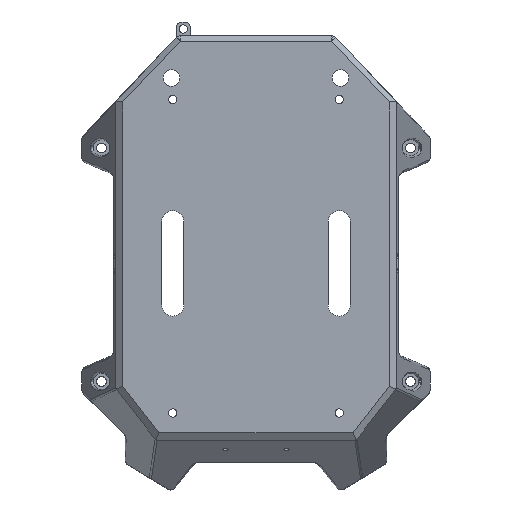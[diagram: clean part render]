
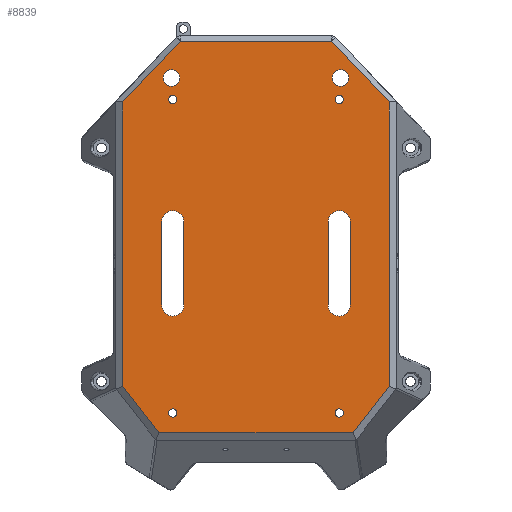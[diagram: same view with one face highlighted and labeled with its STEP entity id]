
A CAD part, front view. The second image highlights one B-rep face of the part: STEP entity #8839.
In plain terms, the highlighted planar face has unit normal (0, -1, 0).
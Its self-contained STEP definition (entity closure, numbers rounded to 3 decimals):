
#354=FACE_BOUND('',#1582,.T.);
#355=FACE_BOUND('',#1583,.T.);
#356=FACE_BOUND('',#1584,.T.);
#357=FACE_BOUND('',#1585,.T.);
#358=FACE_BOUND('',#1586,.T.);
#359=FACE_BOUND('',#1587,.T.);
#360=FACE_BOUND('',#1588,.T.);
#361=FACE_BOUND('',#1589,.T.);
#542=PLANE('',#9859);
#1023=FACE_OUTER_BOUND('',#1581,.T.);
#1581=EDGE_LOOP('',(#8027,#8028,#8029,#8030,#8031,#8032,#8033,#8034));
#1582=EDGE_LOOP('',(#8035,#8036));
#1583=EDGE_LOOP('',(#8037,#8038));
#1584=EDGE_LOOP('',(#8039,#8040));
#1585=EDGE_LOOP('',(#8041,#8042));
#1586=EDGE_LOOP('',(#8043));
#1587=EDGE_LOOP('',(#8044));
#1588=EDGE_LOOP('',(#8045,#8046,#8047,#8048));
#1589=EDGE_LOOP('',(#8049,#8050,#8051,#8052));
#1701=LINE('',#13792,#2411);
#1705=LINE('',#13801,#2415);
#1789=LINE('',#14563,#2499);
#2166=LINE('',#16532,#2876);
#2182=LINE('',#16570,#2892);
#2185=LINE('',#16587,#2895);
#2189=LINE('',#16617,#2899);
#2192=LINE('',#16633,#2902);
#2295=LINE('',#16941,#3005);
#2297=LINE('',#16944,#3007);
#2299=LINE('',#16948,#3009);
#2303=LINE('',#16953,#3013);
#2411=VECTOR('',#10306,10.);
#2415=VECTOR('',#10314,10.);
#2499=VECTOR('',#10722,10.);
#2876=VECTOR('',#12071,10.);
#2892=VECTOR('',#12105,10.);
#2895=VECTOR('',#12112,10.);
#2899=VECTOR('',#12122,10.);
#2902=VECTOR('',#12129,10.);
#3005=VECTOR('',#12520,10.);
#3007=VECTOR('',#12524,10.);
#3009=VECTOR('',#12528,10.);
#3013=VECTOR('',#12534,10.);
#3073=CIRCLE('',#8995,1.5);
#3074=CIRCLE('',#8996,1.5);
#3075=CIRCLE('',#8998,1.5);
#3076=CIRCLE('',#8999,1.5);
#3077=CIRCLE('',#9001,1.5);
#3078=CIRCLE('',#9002,1.5);
#3079=CIRCLE('',#9004,1.5);
#3080=CIRCLE('',#9005,1.5);
#3083=CIRCLE('',#9009,3.);
#3086=CIRCLE('',#9013,3.);
#3393=CIRCLE('',#9700,4.);
#3394=CIRCLE('',#9702,4.);
#3395=CIRCLE('',#9703,4.);
#3396=CIRCLE('',#9705,4.);
#3570=VERTEX_POINT('',#13540);
#3571=VERTEX_POINT('',#13541);
#3572=VERTEX_POINT('',#13546);
#3573=VERTEX_POINT('',#13547);
#3574=VERTEX_POINT('',#13552);
#3575=VERTEX_POINT('',#13553);
#3576=VERTEX_POINT('',#13558);
#3577=VERTEX_POINT('',#13559);
#3580=VERTEX_POINT('',#13568);
#3583=VERTEX_POINT('',#13576);
#3602=VERTEX_POINT('',#13789);
#3603=VERTEX_POINT('',#13791);
#3606=VERTEX_POINT('',#13799);
#3717=VERTEX_POINT('',#14560);
#3718=VERTEX_POINT('',#14562);
#4171=VERTEX_POINT('',#16529);
#4172=VERTEX_POINT('',#16531);
#4184=VERTEX_POINT('',#16567);
#4185=VERTEX_POINT('',#16569);
#4186=VERTEX_POINT('',#16582);
#4187=VERTEX_POINT('',#16586);
#4188=VERTEX_POINT('',#16610);
#4189=VERTEX_POINT('',#16612);
#4190=VERTEX_POINT('',#16616);
#4191=VERTEX_POINT('',#16629);
#4253=VERTEX_POINT('',#16947);
#4420=EDGE_CURVE('',#3570,#3571,#3073,.T.);
#4421=EDGE_CURVE('',#3571,#3570,#3074,.T.);
#4423=EDGE_CURVE('',#3572,#3573,#3075,.T.);
#4424=EDGE_CURVE('',#3573,#3572,#3076,.T.);
#4426=EDGE_CURVE('',#3574,#3575,#3077,.T.);
#4427=EDGE_CURVE('',#3575,#3574,#3078,.T.);
#4429=EDGE_CURVE('',#3576,#3577,#3079,.T.);
#4430=EDGE_CURVE('',#3577,#3576,#3080,.T.);
#4435=EDGE_CURVE('',#3580,#3580,#3083,.T.);
#4439=EDGE_CURVE('',#3583,#3583,#3086,.T.);
#4473=EDGE_CURVE('',#3602,#3603,#1701,.T.);
#4478=EDGE_CURVE('',#3606,#3602,#1705,.T.);
#4669=EDGE_CURVE('',#3717,#3718,#1789,.T.);
#5350=EDGE_CURVE('',#4171,#4172,#2166,.T.);
#5369=EDGE_CURVE('',#4185,#4184,#2182,.T.);
#5371=EDGE_CURVE('',#4186,#4185,#3393,.T.);
#5373=EDGE_CURVE('',#4187,#4186,#2185,.T.);
#5375=EDGE_CURVE('',#4184,#4187,#3394,.T.);
#5377=EDGE_CURVE('',#4189,#4188,#3395,.T.);
#5379=EDGE_CURVE('',#4190,#4189,#2189,.T.);
#5381=EDGE_CURVE('',#4191,#4190,#3396,.T.);
#5383=EDGE_CURVE('',#4188,#4191,#2192,.T.);
#5533=EDGE_CURVE('',#3603,#4171,#2295,.T.);
#5535=EDGE_CURVE('',#4172,#3717,#2297,.T.);
#5537=EDGE_CURVE('',#3718,#4253,#2299,.T.);
#5541=EDGE_CURVE('',#4253,#3606,#2303,.T.);
#8027=ORIENTED_EDGE('',*,*,#4478,.F.);
#8028=ORIENTED_EDGE('',*,*,#5541,.F.);
#8029=ORIENTED_EDGE('',*,*,#5537,.F.);
#8030=ORIENTED_EDGE('',*,*,#4669,.F.);
#8031=ORIENTED_EDGE('',*,*,#5535,.F.);
#8032=ORIENTED_EDGE('',*,*,#5350,.F.);
#8033=ORIENTED_EDGE('',*,*,#5533,.F.);
#8034=ORIENTED_EDGE('',*,*,#4473,.F.);
#8035=ORIENTED_EDGE('',*,*,#4420,.T.);
#8036=ORIENTED_EDGE('',*,*,#4421,.T.);
#8037=ORIENTED_EDGE('',*,*,#4423,.T.);
#8038=ORIENTED_EDGE('',*,*,#4424,.T.);
#8039=ORIENTED_EDGE('',*,*,#4426,.T.);
#8040=ORIENTED_EDGE('',*,*,#4427,.T.);
#8041=ORIENTED_EDGE('',*,*,#4429,.T.);
#8042=ORIENTED_EDGE('',*,*,#4430,.T.);
#8043=ORIENTED_EDGE('',*,*,#4435,.T.);
#8044=ORIENTED_EDGE('',*,*,#4439,.T.);
#8045=ORIENTED_EDGE('',*,*,#5373,.T.);
#8046=ORIENTED_EDGE('',*,*,#5371,.T.);
#8047=ORIENTED_EDGE('',*,*,#5369,.T.);
#8048=ORIENTED_EDGE('',*,*,#5375,.T.);
#8049=ORIENTED_EDGE('',*,*,#5381,.T.);
#8050=ORIENTED_EDGE('',*,*,#5379,.T.);
#8051=ORIENTED_EDGE('',*,*,#5377,.T.);
#8052=ORIENTED_EDGE('',*,*,#5383,.T.);
#8839=ADVANCED_FACE('',(#1023,#354,#355,#356,#357,#358,#359,#360,#361),
#542,.F.);
#8995=AXIS2_PLACEMENT_3D('',#13542,#10200,#10201);
#8996=AXIS2_PLACEMENT_3D('',#13543,#10202,#10203);
#8998=AXIS2_PLACEMENT_3D('',#13548,#10207,#10208);
#8999=AXIS2_PLACEMENT_3D('',#13549,#10209,#10210);
#9001=AXIS2_PLACEMENT_3D('',#13554,#10214,#10215);
#9002=AXIS2_PLACEMENT_3D('',#13555,#10216,#10217);
#9004=AXIS2_PLACEMENT_3D('',#13560,#10221,#10222);
#9005=AXIS2_PLACEMENT_3D('',#13561,#10223,#10224);
#9009=AXIS2_PLACEMENT_3D('',#13570,#10233,#10234);
#9013=AXIS2_PLACEMENT_3D('',#13578,#10242,#10243);
#9700=AXIS2_PLACEMENT_3D('',#16583,#12107,#12108);
#9702=AXIS2_PLACEMENT_3D('',#16599,#12114,#12115);
#9703=AXIS2_PLACEMENT_3D('',#16613,#12117,#12118);
#9705=AXIS2_PLACEMENT_3D('',#16630,#12124,#12125);
#9859=AXIS2_PLACEMENT_3D('',#16963,#12548,#12549);
#10200=DIRECTION('center_axis',(0.,1.,0.));
#10201=DIRECTION('ref_axis',(1.,0.,0.));
#10202=DIRECTION('center_axis',(0.,1.,0.));
#10203=DIRECTION('ref_axis',(1.,0.,0.));
#10207=DIRECTION('center_axis',(0.,1.,0.));
#10208=DIRECTION('ref_axis',(1.,0.,0.));
#10209=DIRECTION('center_axis',(0.,1.,0.));
#10210=DIRECTION('ref_axis',(1.,0.,0.));
#10214=DIRECTION('center_axis',(0.,1.,0.));
#10215=DIRECTION('ref_axis',(1.,0.,0.));
#10216=DIRECTION('center_axis',(0.,1.,0.));
#10217=DIRECTION('ref_axis',(1.,0.,0.));
#10221=DIRECTION('center_axis',(0.,1.,0.));
#10222=DIRECTION('ref_axis',(1.,0.,0.));
#10223=DIRECTION('center_axis',(0.,1.,0.));
#10224=DIRECTION('ref_axis',(1.,0.,0.));
#10233=DIRECTION('center_axis',(0.,1.,0.));
#10234=DIRECTION('ref_axis',(1.,0.,0.));
#10242=DIRECTION('center_axis',(0.,1.,0.));
#10243=DIRECTION('ref_axis',(1.,0.,0.));
#10306=DIRECTION('',(0.,0.,-1.));
#10314=DIRECTION('',(0.688,0.,-0.725));
#10722=DIRECTION('',(0.,0.,1.));
#12071=DIRECTION('',(-1.,0.,0.));
#12105=DIRECTION('',(0.,0.,-1.));
#12107=DIRECTION('center_axis',(0.,1.,0.));
#12108=DIRECTION('ref_axis',(-1.,0.,0.));
#12112=DIRECTION('',(0.,0.,1.));
#12114=DIRECTION('center_axis',(0.,1.,0.));
#12115=DIRECTION('ref_axis',(1.,0.,0.));
#12117=DIRECTION('center_axis',(0.,1.,0.));
#12118=DIRECTION('ref_axis',(-1.,0.,0.));
#12122=DIRECTION('',(0.,0.,1.));
#12124=DIRECTION('center_axis',(0.,1.,0.));
#12125=DIRECTION('ref_axis',(1.,0.,0.));
#12129=DIRECTION('',(0.,0.,-1.));
#12520=DIRECTION('',(-0.615,0.,-0.789));
#12524=DIRECTION('',(-0.615,0.,0.789));
#12528=DIRECTION('',(0.688,0.,0.725));
#12534=DIRECTION('',(1.,0.,0.));
#12548=DIRECTION('center_axis',(0.,1.,0.));
#12549=DIRECTION('ref_axis',(0.,0.,1.));
#13540=CARTESIAN_POINT('',(31.5,-61.,56.484));
#13541=CARTESIAN_POINT('',(28.5,-61.,56.484));
#13542=CARTESIAN_POINT('Origin',(30.,-61.,56.484));
#13543=CARTESIAN_POINT('Origin',(30.,-61.,56.484));
#13546=CARTESIAN_POINT('',(-28.5,-61.,-56.516));
#13547=CARTESIAN_POINT('',(-31.5,-61.,-56.516));
#13548=CARTESIAN_POINT('Origin',(-30.,-61.,-56.516));
#13549=CARTESIAN_POINT('Origin',(-30.,-61.,-56.516));
#13552=CARTESIAN_POINT('',(-28.5,-61.,56.484));
#13553=CARTESIAN_POINT('',(-31.5,-61.,56.484));
#13554=CARTESIAN_POINT('Origin',(-30.,-61.,56.484));
#13555=CARTESIAN_POINT('Origin',(-30.,-61.,56.484));
#13558=CARTESIAN_POINT('',(31.5,-61.,-56.516));
#13559=CARTESIAN_POINT('',(28.5,-61.,-56.516));
#13560=CARTESIAN_POINT('Origin',(30.,-61.,-56.516));
#13561=CARTESIAN_POINT('Origin',(30.,-61.,-56.516));
#13568=CARTESIAN_POINT('',(27.486,-61.,64.232));
#13570=CARTESIAN_POINT('Origin',(30.486,-61.,64.232));
#13576=CARTESIAN_POINT('',(-33.486,-61.,64.232));
#13578=CARTESIAN_POINT('Origin',(-30.486,-61.,64.232));
#13789=CARTESIAN_POINT('',(48.,-61.,55.594));
#13791=CARTESIAN_POINT('',(48.,-61.,-46.921));
#13792=CARTESIAN_POINT('',(48.,-61.,38.502));
#13799=CARTESIAN_POINT('',(27.285,-61.,77.427));
#13801=CARTESIAN_POINT('',(57.509,-61.,45.571));
#14560=CARTESIAN_POINT('',(-48.,-61.,-46.921));
#14562=CARTESIAN_POINT('',(-48.,-61.,55.594));
#14563=CARTESIAN_POINT('',(-48.,-61.,38.502));
#16529=CARTESIAN_POINT('',(35.023,-61.,-63.573));
#16531=CARTESIAN_POINT('',(-35.023,-61.,-63.573));
#16532=CARTESIAN_POINT('',(-31.368,-61.,-63.573));
#16567=CARTESIAN_POINT('',(34.,-61.,-17.568));
#16569=CARTESIAN_POINT('',(34.,-61.,12.432));
#16570=CARTESIAN_POINT('',(34.,-61.,5.005));
#16582=CARTESIAN_POINT('',(26.,-61.,12.432));
#16583=CARTESIAN_POINT('Origin',(30.,-61.,12.432));
#16586=CARTESIAN_POINT('',(26.,-61.,-17.568));
#16587=CARTESIAN_POINT('',(26.,-61.,-9.995));
#16599=CARTESIAN_POINT('Origin',(30.,-61.,-17.568));
#16610=CARTESIAN_POINT('',(-26.,-61.,12.432));
#16612=CARTESIAN_POINT('',(-34.,-61.,12.432));
#16613=CARTESIAN_POINT('Origin',(-30.,-61.,12.432));
#16616=CARTESIAN_POINT('',(-34.,-61.,-17.568));
#16617=CARTESIAN_POINT('',(-34.,-61.,-9.995));
#16629=CARTESIAN_POINT('',(-26.,-61.,-17.568));
#16630=CARTESIAN_POINT('Origin',(-30.,-61.,-17.568));
#16633=CARTESIAN_POINT('',(-26.,-61.,5.005));
#16941=CARTESIAN_POINT('',(42.93,-61.,-53.427));
#16944=CARTESIAN_POINT('',(-42.93,-61.,-53.427));
#16947=CARTESIAN_POINT('',(-27.285,-61.,77.427));
#16948=CARTESIAN_POINT('',(-40.757,-61.,63.228));
#16953=CARTESIAN_POINT('',(13.643,-61.,77.427));
#16963=CARTESIAN_POINT('Origin',(0.,-61.,-2.423));
